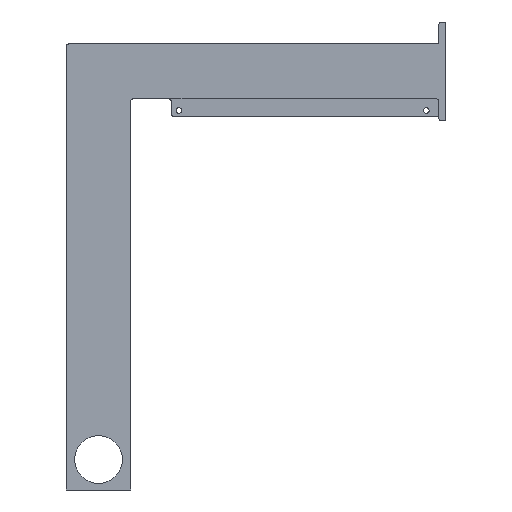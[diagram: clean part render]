
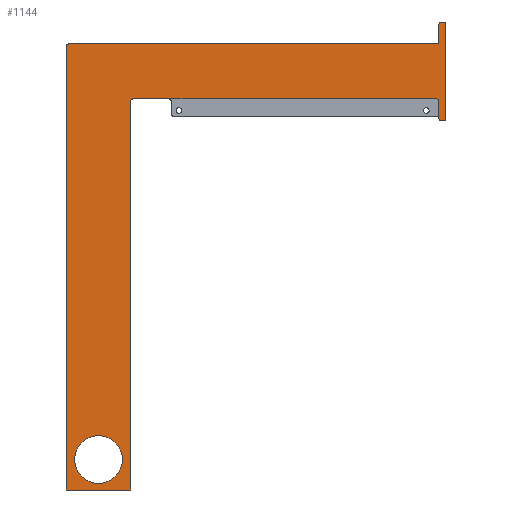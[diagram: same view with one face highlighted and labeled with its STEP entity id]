
A CAD part, front view. The second image highlights one B-rep face of the part: STEP entity #1144.
In plain terms, the highlighted planar face has unit normal (0, -1, 0).
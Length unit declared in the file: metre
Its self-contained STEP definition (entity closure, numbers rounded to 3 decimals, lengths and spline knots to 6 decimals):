
#58=CIRCLE('',#1241,0.010855);
#59=CIRCLE('',#1243,0.001);
#60=CIRCLE('',#1244,0.001);
#61=CIRCLE('',#1245,0.001);
#62=CIRCLE('',#1246,0.001);
#63=CIRCLE('',#1247,0.001);
#64=CIRCLE('',#1248,0.001);
#196=ORIENTED_EDGE('',*,*,#506,.F.);
#197=ORIENTED_EDGE('',*,*,#417,.F.);
#198=ORIENTED_EDGE('',*,*,#507,.T.);
#199=ORIENTED_EDGE('',*,*,#502,.F.);
#200=ORIENTED_EDGE('',*,*,#505,.F.);
#201=ORIENTED_EDGE('',*,*,#487,.T.);
#202=ORIENTED_EDGE('',*,*,#508,.T.);
#203=ORIENTED_EDGE('',*,*,#431,.T.);
#204=ORIENTED_EDGE('',*,*,#509,.T.);
#205=ORIENTED_EDGE('',*,*,#510,.T.);
#206=ORIENTED_EDGE('',*,*,#511,.T.);
#207=ORIENTED_EDGE('',*,*,#512,.F.);
#208=ORIENTED_EDGE('',*,*,#501,.T.);
#209=ORIENTED_EDGE('',*,*,#513,.T.);
#210=ORIENTED_EDGE('',*,*,#514,.T.);
#211=ORIENTED_EDGE('',*,*,#515,.F.);
#212=ORIENTED_EDGE('',*,*,#516,.T.);
#417=EDGE_CURVE('',#580,#581,#694,.T.);
#431=EDGE_CURVE('',#594,#595,#708,.T.);
#487=EDGE_CURVE('',#642,#641,#747,.T.);
#501=EDGE_CURVE('',#653,#654,#755,.T.);
#502=EDGE_CURVE('',#655,#656,#756,.T.);
#505=EDGE_CURVE('',#642,#655,#759,.T.);
#506=EDGE_CURVE('',#657,#657,#58,.T.);
#507=EDGE_CURVE('',#580,#656,#59,.T.);
#508=EDGE_CURVE('',#641,#594,#60,.F.);
#509=EDGE_CURVE('',#595,#658,#61,.F.);
#510=EDGE_CURVE('',#658,#659,#760,.T.);
#511=EDGE_CURVE('',#659,#660,#62,.T.);
#512=EDGE_CURVE('',#653,#660,#761,.T.);
#513=EDGE_CURVE('',#654,#661,#762,.T.);
#514=EDGE_CURVE('',#661,#662,#63,.T.);
#515=EDGE_CURVE('',#663,#662,#763,.T.);
#516=EDGE_CURVE('',#663,#581,#64,.F.);
#580=VERTEX_POINT('',#1670);
#581=VERTEX_POINT('',#1672);
#594=VERTEX_POINT('',#1700);
#595=VERTEX_POINT('',#1701);
#641=VERTEX_POINT('',#1806);
#642=VERTEX_POINT('',#1808);
#653=VERTEX_POINT('',#1832);
#654=VERTEX_POINT('',#1834);
#655=VERTEX_POINT('',#1838);
#656=VERTEX_POINT('',#1839);
#657=VERTEX_POINT('',#1846);
#658=VERTEX_POINT('',#1851);
#659=VERTEX_POINT('',#1853);
#660=VERTEX_POINT('',#1855);
#661=VERTEX_POINT('',#1858);
#662=VERTEX_POINT('',#1860);
#663=VERTEX_POINT('',#1862);
#694=LINE('',#1671,#811);
#708=LINE('',#1699,#825);
#747=LINE('',#1807,#864);
#755=LINE('',#1835,#872);
#756=LINE('',#1837,#873);
#759=LINE('',#1843,#876);
#760=LINE('',#1852,#877);
#761=LINE('',#1856,#878);
#762=LINE('',#1857,#879);
#763=LINE('',#1861,#880);
#811=VECTOR('',#1329,1.);
#825=VECTOR('',#1345,1.);
#864=VECTOR('',#1426,1.);
#872=VECTOR('',#1448,1.);
#873=VECTOR('',#1451,1.);
#876=VECTOR('',#1456,1.);
#877=VECTOR('',#1469,1.);
#878=VECTOR('',#1472,1.);
#879=VECTOR('',#1473,1.);
#880=VECTOR('',#1476,1.);
#943=EDGE_LOOP('',(#196));
#944=EDGE_LOOP('',(#197,#198,#199,#200,#201,#202,#203,#204,#205,#206,#207,
#208,#209,#210,#211,#212));
#1032=FACE_BOUND('',#943,.T.);
#1033=FACE_BOUND('',#944,.T.);
#1105=PLANE('',#1242);
#1144=ADVANCED_FACE('',(#1032,#1033),#1105,.T.);
#1241=AXIS2_PLACEMENT_3D('',#1845,#1459,#1460);
#1242=AXIS2_PLACEMENT_3D('',#1847,#1461,#1462);
#1243=AXIS2_PLACEMENT_3D('',#1848,#1463,#1464);
#1244=AXIS2_PLACEMENT_3D('',#1849,#1465,#1466);
#1245=AXIS2_PLACEMENT_3D('',#1850,#1467,#1468);
#1246=AXIS2_PLACEMENT_3D('',#1854,#1470,#1471);
#1247=AXIS2_PLACEMENT_3D('',#1859,#1474,#1475);
#1248=AXIS2_PLACEMENT_3D('',#1863,#1477,#1478);
#1329=DIRECTION('',(1.,0.,0.));
#1345=DIRECTION('',(1.,0.,0.));
#1426=DIRECTION('',(0.,0.,1.));
#1448=DIRECTION('',(0.,0.,1.));
#1451=DIRECTION('',(0.,0.,1.));
#1456=DIRECTION('',(-1.,0.,0.));
#1459=DIRECTION('',(0.,-1.,0.));
#1460=DIRECTION('',(0.,0.,-1.));
#1461=DIRECTION('',(0.,-1.,0.));
#1462=DIRECTION('',(1.,0.,0.));
#1463=DIRECTION('',(0.,-1.,0.));
#1464=DIRECTION('',(0.,0.,-1.));
#1465=DIRECTION('',(0.,-1.,0.));
#1466=DIRECTION('',(0.,0.,-1.));
#1467=DIRECTION('',(0.,-1.,0.));
#1468=DIRECTION('',(0.,0.,-1.));
#1469=DIRECTION('',(0.,0.,-1.));
#1470=DIRECTION('',(0.,-1.,0.));
#1471=DIRECTION('',(0.,0.,-1.));
#1472=DIRECTION('',(-1.,0.,0.));
#1473=DIRECTION('',(-1.,0.,0.));
#1474=DIRECTION('',(0.,-1.,0.));
#1475=DIRECTION('',(0.,0.,-1.));
#1476=DIRECTION('',(0.,0.,1.));
#1477=DIRECTION('',(0.,-1.,0.));
#1478=DIRECTION('',(0.,0.,-1.));
#1670=CARTESIAN_POINT('',(-0.271414,-0.025,0.2028));
#1671=CARTESIAN_POINT('',(-0.186207,-0.025,0.2028));
#1672=CARTESIAN_POINT('',(-0.104,-0.025,0.2028));
#1699=CARTESIAN_POINT('',(-0.171602,-0.025,0.1778));
#1700=CARTESIAN_POINT('',(-0.242205,-0.025,0.1778));
#1701=CARTESIAN_POINT('',(-0.104,-0.025,0.1778));
#1806=CARTESIAN_POINT('',(-0.243205,-0.025,0.1768));
#1807=CARTESIAN_POINT('',(-0.243205,-0.025,0.0889));
#1808=CARTESIAN_POINT('',(-0.243205,-0.025,0.));
#1832=CARTESIAN_POINT('',(-0.1,-0.025,0.1678));
#1834=CARTESIAN_POINT('',(-0.1,-0.025,0.2128));
#1835=CARTESIAN_POINT('',(-0.1,-0.025,0.1903));
#1837=CARTESIAN_POINT('',(-0.272414,-0.025,0.1903));
#1838=CARTESIAN_POINT('',(-0.272414,-0.025,0.));
#1839=CARTESIAN_POINT('',(-0.272414,-0.025,0.2018));
#1843=CARTESIAN_POINT('',(-0.257809,-0.025,0.));
#1845=CARTESIAN_POINT('',(-0.257809,-0.025,0.013855));
#1846=CARTESIAN_POINT('',(-0.257809,-0.025,0.003));
#1847=CARTESIAN_POINT('',(0.,-0.025,0.1014));
#1848=CARTESIAN_POINT('',(-0.271414,-0.025,0.2018));
#1849=CARTESIAN_POINT('',(-0.242205,-0.025,0.1768));
#1850=CARTESIAN_POINT('',(-0.104,-0.025,0.1768));
#1851=CARTESIAN_POINT('',(-0.103,-0.025,0.1768));
#1852=CARTESIAN_POINT('',(-0.103,-0.025,0.1728));
#1853=CARTESIAN_POINT('',(-0.103,-0.025,0.1688));
#1854=CARTESIAN_POINT('',(-0.102,-0.025,0.1688));
#1855=CARTESIAN_POINT('',(-0.102,-0.025,0.1678));
#1856=CARTESIAN_POINT('',(-0.1015,-0.025,0.1678));
#1857=CARTESIAN_POINT('',(-0.1015,-0.025,0.2128));
#1858=CARTESIAN_POINT('',(-0.102,-0.025,0.2128));
#1859=CARTESIAN_POINT('',(-0.102,-0.025,0.2118));
#1860=CARTESIAN_POINT('',(-0.103,-0.025,0.2118));
#1861=CARTESIAN_POINT('',(-0.103,-0.025,0.2078));
#1862=CARTESIAN_POINT('',(-0.103,-0.025,0.2038));
#1863=CARTESIAN_POINT('',(-0.104,-0.025,0.2038));
